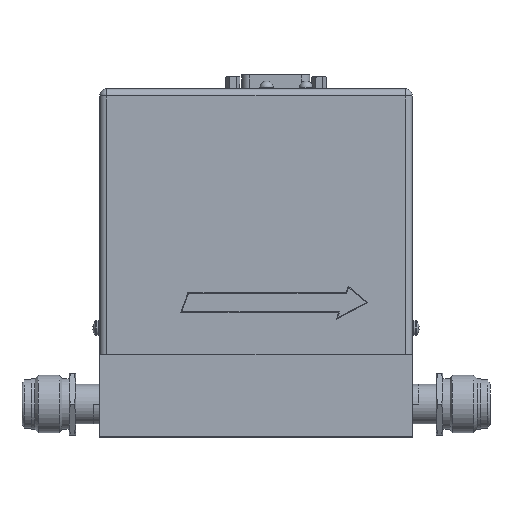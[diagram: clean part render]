
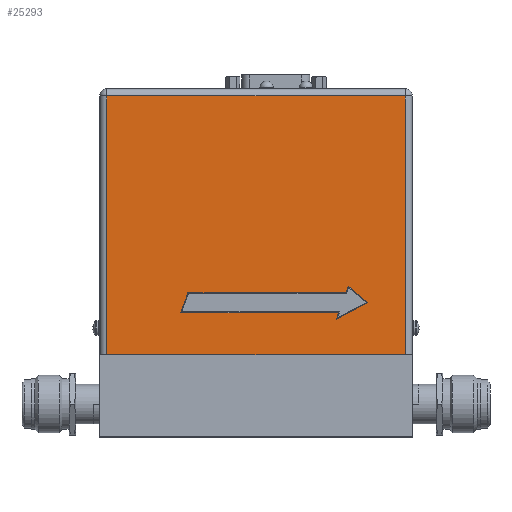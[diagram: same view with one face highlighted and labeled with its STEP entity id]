
A CAD part, top view. The second image highlights one B-rep face of the part: STEP entity #25293.
In plain terms, the highlighted planar face has unit normal (0, 0, 1).
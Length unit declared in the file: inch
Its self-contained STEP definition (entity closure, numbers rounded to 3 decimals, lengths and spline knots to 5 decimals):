
#850=DIRECTION('',(0.,-1.,0.));
#851=VECTOR('',#850,3.93);
#852=CARTESIAN_POINT('',(1.065,5.18,-0.03));
#853=LINE('',#852,#851);
#854=DIRECTION('',(1.,0.,0.));
#855=VECTOR('',#854,4.53);
#856=CARTESIAN_POINT('',(1.065,5.18,-0.03));
#857=LINE('',#856,#855);
#858=DIRECTION('',(1.,0.,0.));
#859=VECTOR('',#858,4.53);
#860=CARTESIAN_POINT('',(1.065,1.25,-0.03));
#861=LINE('',#860,#859);
#862=DIRECTION('',(-0.342,-0.94,0.));
#863=VECTOR('',#862,0.31925);
#864=CARTESIAN_POINT('',(2.29559,2.19,-0.03));
#865=LINE('',#864,#863);
#866=DIRECTION('',(1.,0.,0.));
#867=VECTOR('',#866,2.399);
#868=CARTESIAN_POINT('',(2.1864,1.89,-0.03));
#869=LINE('',#868,#867);
#870=DIRECTION('',(-0.342,-0.94,0.));
#871=VECTOR('',#870,0.10642);
#872=CARTESIAN_POINT('',(4.5854,1.89,-0.03));
#873=LINE('',#872,#871);
#874=DIRECTION('',(0.887,0.462,0.));
#875=VECTOR('',#874,0.54113);
#876=CARTESIAN_POINT('',(4.549,1.79,-0.03));
#877=LINE('',#876,#875);
#878=DIRECTION('',(-0.766,0.643,0.));
#879=VECTOR('',#878,0.38893);
#880=CARTESIAN_POINT('',(5.02892,2.04,-0.03));
#881=LINE('',#880,#879);
#882=DIRECTION('',(-0.342,-0.94,0.));
#883=VECTOR('',#882,0.10642);
#884=CARTESIAN_POINT('',(4.73099,2.29,-0.03));
#885=LINE('',#884,#883);
#886=DIRECTION('',(-1.,0.,0.));
#887=VECTOR('',#886,2.399);
#888=CARTESIAN_POINT('',(4.69459,2.19,-0.03));
#889=LINE('',#888,#887);
#909=DIRECTION('',(0.,-1.,0.));
#910=VECTOR('',#909,3.93);
#911=CARTESIAN_POINT('',(5.595,5.18,-0.03));
#912=LINE('',#911,#910);
#22185=CARTESIAN_POINT('',(1.065,5.18,-0.03));
#22186=VERTEX_POINT('',#22185);
#22189=CARTESIAN_POINT('',(5.595,5.18,-0.03));
#22190=VERTEX_POINT('',#22189);
#22383=CARTESIAN_POINT('',(2.29559,2.19,-0.03));
#22384=CARTESIAN_POINT('',(2.1864,1.89,-0.03));
#22385=VERTEX_POINT('',#22383);
#22386=VERTEX_POINT('',#22384);
#22387=CARTESIAN_POINT('',(4.5854,1.89,-0.03));
#22388=VERTEX_POINT('',#22387);
#22389=CARTESIAN_POINT('',(4.549,1.79,-0.03));
#22390=VERTEX_POINT('',#22389);
#22391=CARTESIAN_POINT('',(5.02892,2.04,-0.03));
#22392=VERTEX_POINT('',#22391);
#22393=CARTESIAN_POINT('',(4.73099,2.29,-0.03));
#22394=VERTEX_POINT('',#22393);
#22395=CARTESIAN_POINT('',(4.69459,2.19,-0.03));
#22396=VERTEX_POINT('',#22395);
#23932=CARTESIAN_POINT('',(1.065,1.25,-0.03));
#23934=VERTEX_POINT('',#23932);
#23937=CARTESIAN_POINT('',(5.595,1.25,-0.03));
#23938=VERTEX_POINT('',#23937);
#25263=CARTESIAN_POINT('',(1.065,5.18,-0.03));
#25264=DIRECTION('',(0.,0.,1.));
#25265=DIRECTION('',(0.,-1.,0.));
#25266=AXIS2_PLACEMENT_3D('',#25263,#25264,#25265);
#25267=PLANE('',#25266);
#25269=ORIENTED_EDGE('',*,*,#25268,.F.);
#25270=ORIENTED_EDGE('',*,*,#25245,.T.);
#25272=ORIENTED_EDGE('',*,*,#25271,.T.);
#25274=ORIENTED_EDGE('',*,*,#25273,.F.);
#25275=EDGE_LOOP('',(#25269,#25270,#25272,#25274));
#25276=FACE_OUTER_BOUND('',#25275,.F.);
#25278=ORIENTED_EDGE('',*,*,#25277,.T.);
#25280=ORIENTED_EDGE('',*,*,#25279,.T.);
#25282=ORIENTED_EDGE('',*,*,#25281,.T.);
#25284=ORIENTED_EDGE('',*,*,#25283,.T.);
#25286=ORIENTED_EDGE('',*,*,#25285,.T.);
#25288=ORIENTED_EDGE('',*,*,#25287,.T.);
#25290=ORIENTED_EDGE('',*,*,#25289,.T.);
#25291=EDGE_LOOP('',(#25278,#25280,#25282,#25284,#25286,#25288,#25290));
#25292=FACE_BOUND('',#25291,.F.);
#25293=ADVANCED_FACE('',(#25276,#25292),#25267,.T.);
#25245=EDGE_CURVE('',#22186,#22190,#857,.T.);
#25268=EDGE_CURVE('',#22186,#23934,#853,.T.);
#25271=EDGE_CURVE('',#22190,#23938,#912,.T.);
#25273=EDGE_CURVE('',#23934,#23938,#861,.T.);
#25277=EDGE_CURVE('',#22385,#22386,#865,.T.);
#25279=EDGE_CURVE('',#22386,#22388,#869,.T.);
#25281=EDGE_CURVE('',#22388,#22390,#873,.T.);
#25283=EDGE_CURVE('',#22390,#22392,#877,.T.);
#25285=EDGE_CURVE('',#22392,#22394,#881,.T.);
#25287=EDGE_CURVE('',#22394,#22396,#885,.T.);
#25289=EDGE_CURVE('',#22396,#22385,#889,.T.);
